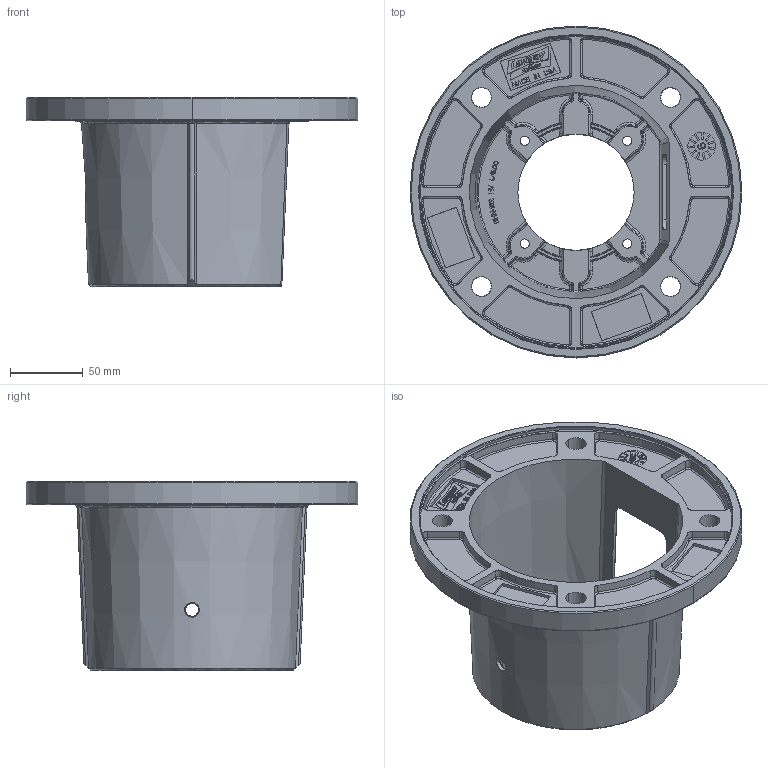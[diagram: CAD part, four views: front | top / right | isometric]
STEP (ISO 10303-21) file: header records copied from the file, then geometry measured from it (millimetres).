
FILE_DESCRIPTION((''),'2;1');
FILE_NAME('84527105105_ASM','2013-04-26T',('ppetruska'),(''),'PRO/ENGINEER BY PARAMETRIC TECHNOLOGY CORPORATION, 2012480','PRO/ENGINEER BY PARAMETRIC TECHNOLOGY CORPORATION, 2012480','');
FILE_SCHEMA(('CONFIG_CONTROL_DESIGN'));
Length unit declared in the file: inch
Products named in the file (3): 84527105822_AF5; 84527105828_AF4_ASM; 84527105105_ASM
Assembly tree (2 placements, depth 3):
  84527105105_ASM
    84527105828_AF4_ASM
      84527105822_AF5
Bounding box: 228.6 x 228.6 x 130.24 mm (x, y, z)
Volume: 480565.1 mm3; surface area: 197182.7 mm2
Topology: 1 solids, 1 shells, 1383 faces, 3600 edges, 2294 vertices
Faces by surface type: plane 846, bspline 149, cylinder 132, torus 130, cone 99, extrusion 27
Entity records: 51227 total; most frequent: CARTESIAN_POINT 18046, ORIENTED_EDGE 7200, DIRECTION 6349, EDGE_CURVE 3600, VECTOR 2523, LINE 2496, VERTEX_POINT 2294, AXIS2_PLACEMENT_3D 1913
